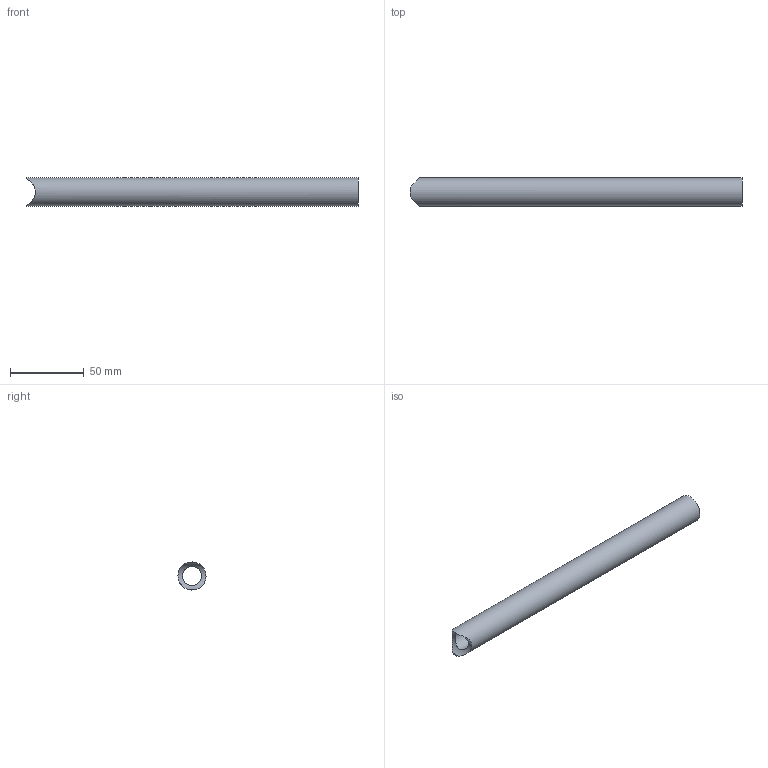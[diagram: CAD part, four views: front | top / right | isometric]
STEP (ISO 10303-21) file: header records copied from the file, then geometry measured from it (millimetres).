
FILE_DESCRIPTION(/* description */ (''),/* implementation_level */ '2;1');
FILE_NAME(/* name */ 'GE-17252-06_4.stp',/* time_stamp */ '2017-01-08T13:51:40-05:00',/* author */ ('jeff1'),/* organization */ (''),/* preprocessor_version */ 'ST-DEVELOPER v16.5',/* originating_system */ 'Autodesk Inventor 2017',/* authorisation */ '');
FILE_SCHEMA (('AUTOMOTIVE_DESIGN { 1 0 10303 214 3 1 1 }'));
Length unit declared in the file: inch
Products named in the file (1): GE-17252-06_4
Bounding box: 225.43 x 19.05 x 19.05 mm (x, y, z)
Volume: 33898.3 mm3; surface area: 22621.9 mm2
Topology: 1 solids, 1 shells, 6 faces, 12 edges, 8 vertices
Faces by surface type: plane 3, cylinder 3
Full cylindrical faces by diameter (mm): 12.954 x1, 19.05 x1
Entity records: 210 total; most frequent: CARTESIAN_POINT 56, DIRECTION 28, ORIENTED_EDGE 18, AXIS2_PLACEMENT_3D 13, EDGE_LOOP 10, EDGE_CURVE 9, VERTEX_POINT 7, FACE_OUTER_BOUND 6
